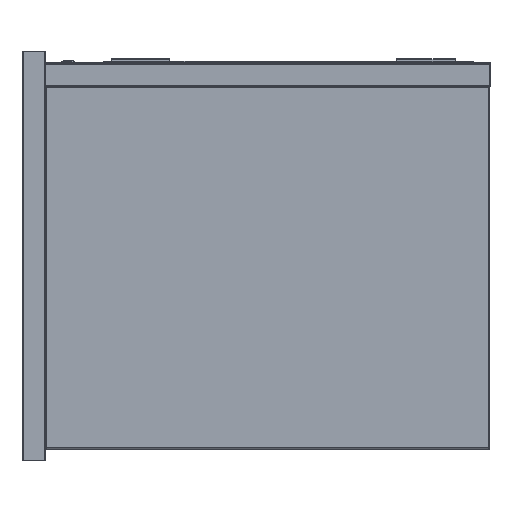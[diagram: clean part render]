
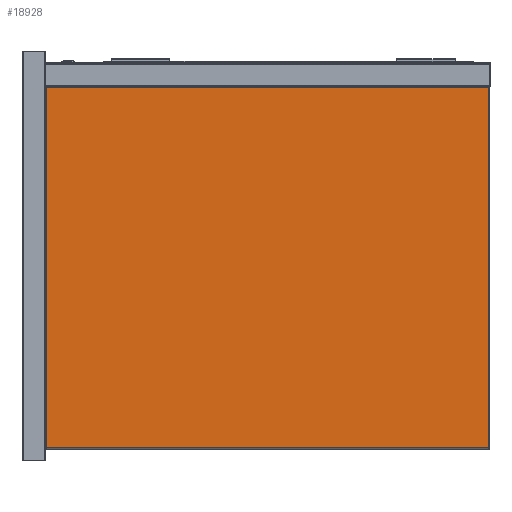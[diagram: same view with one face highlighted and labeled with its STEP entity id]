
A CAD part, left-side view. The second image highlights one B-rep face of the part: STEP entity #18928.
In plain terms, the highlighted planar face has unit normal (-1, 0, 0).
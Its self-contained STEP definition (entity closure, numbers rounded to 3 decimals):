
#170 = CARTESIAN_POINT ( 'NONE',  ( -270., 380., -42. ) ) ;
#752 = DIRECTION ( 'NONE',  ( 0., 0., 1. ) ) ;
#926 = VERTEX_POINT ( 'NONE', #14466 ) ;
#4286 = LINE ( 'NONE', #17086, #31055 ) ;
#4867 = VERTEX_POINT ( 'NONE', #30208 ) ;
#5346 = LINE ( 'NONE', #170, #12920 ) ;
#5523 = VERTEX_POINT ( 'NONE', #32183 ) ;
#6098 = ORIENTED_EDGE ( 'NONE', *, *, #23111, .T. ) ;
#6195 = LINE ( 'NONE', #30079, #25999 ) ;
#9260 = ORIENTED_EDGE ( 'NONE', *, *, #9529, .T. ) ;
#9529 = EDGE_CURVE ( 'NONE', #24747, #926, #6195, .T. ) ;
#10737 = EDGE_LOOP ( 'NONE', ( #9260, #19977, #6098, #33961 ) ) ;
#11369 = DIRECTION ( 'NONE',  ( 0., -1., 0. ) ) ;
#12920 = VECTOR ( 'NONE', #24380, 1000. ) ;
#14466 = CARTESIAN_POINT ( 'NONE',  ( -270., -378., -42. ) ) ;
#14637 = LINE ( 'NONE', #25213, #32188 ) ;
#17086 = CARTESIAN_POINT ( 'NONE',  ( -270., 378., -660. ) ) ;
#18928 = ADVANCED_FACE ( 'Fl�che7', ( #27063 ), #26889, .T. ) ;
#19977 = ORIENTED_EDGE ( 'NONE', *, *, #31232, .T. ) ;
#20706 = CARTESIAN_POINT ( 'NONE',  ( -270., -378., -658. ) ) ;
#21451 = AXIS2_PLACEMENT_3D ( 'NONE', #24626, #22014, #752 ) ;
#21922 = DIRECTION ( 'NONE',  ( 0., 0., 1. ) ) ;
#22014 = DIRECTION ( 'NONE',  ( -1., 0., 0. ) ) ;
#23111 = EDGE_CURVE ( 'NONE', #4867, #5523, #4286, .T. ) ;
#24380 = DIRECTION ( 'NONE',  ( 0., 1., 0. ) ) ;
#24626 = CARTESIAN_POINT ( 'NONE',  ( -270., -380., -660. ) ) ;
#24747 = VERTEX_POINT ( 'NONE', #20706 ) ;
#25213 = CARTESIAN_POINT ( 'NONE',  ( -270., -380., -658. ) ) ;
#25999 = VECTOR ( 'NONE', #21922, 1000. ) ;
#26889 = PLANE ( 'NONE',  #21451 ) ;
#27063 = FACE_OUTER_BOUND ( 'NONE', #10737, .T. ) ;
#27661 = DIRECTION ( 'NONE',  ( 0., 0., -1. ) ) ;
#28692 = EDGE_CURVE ( 'NONE', #5523, #24747, #14637, .T. ) ;
#30079 = CARTESIAN_POINT ( 'NONE',  ( -270., -378., -660. ) ) ;
#30208 = CARTESIAN_POINT ( 'NONE',  ( -270., 378., -42. ) ) ;
#31055 = VECTOR ( 'NONE', #27661, 1000. ) ;
#31232 = EDGE_CURVE ( 'NONE', #926, #4867, #5346, .T. ) ;
#32183 = CARTESIAN_POINT ( 'NONE',  ( -270., 378., -658. ) ) ;
#32188 = VECTOR ( 'NONE', #11369, 1000. ) ;
#33961 = ORIENTED_EDGE ( 'NONE', *, *, #28692, .T. ) ;
